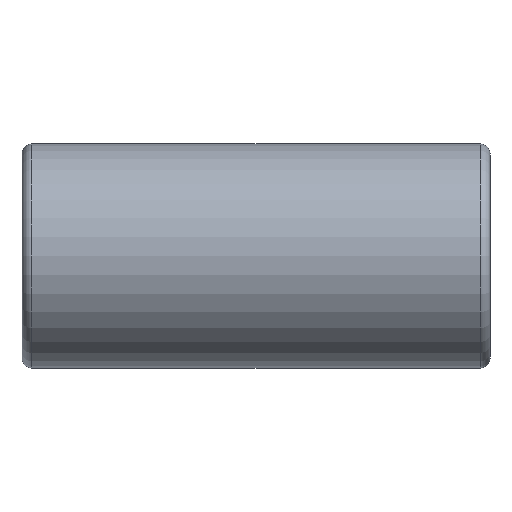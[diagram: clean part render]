
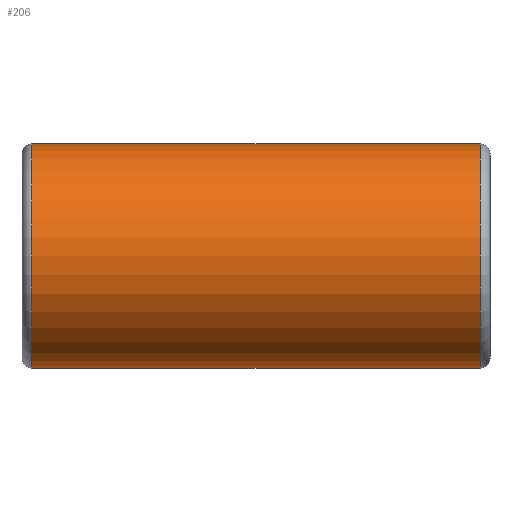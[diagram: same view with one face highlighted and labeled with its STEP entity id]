
A CAD part, left-side view. The second image highlights one B-rep face of the part: STEP entity #206.
In plain terms, the highlighted cylindrical face has radius 22.5 mm (diameter 45 mm), a partial arc.
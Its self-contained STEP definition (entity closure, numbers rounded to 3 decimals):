
#48 = CARTESIAN_POINT ( 'NONE',  ( 0., 45., -22.5 ) ) ;
#68 = CYLINDRICAL_SURFACE ( 'NONE', #88, 22.5 ) ;
#88 = AXIS2_PLACEMENT_3D ( 'NONE', #371, #981, #601 ) ;
#122 = EDGE_CURVE ( 'NONE', #207, #640, #149, .T. ) ;
#149 = LINE ( 'NONE', #607, #453 ) ;
#151 = CARTESIAN_POINT ( 'NONE',  ( 0., -45., 0. ) ) ;
#163 = VERTEX_POINT ( 'NONE', #459 ) ;
#206 = ADVANCED_FACE ( 'NONE', ( #752 ), #68, .T. ) ;
#207 = VERTEX_POINT ( 'NONE', #694 ) ;
#208 = DIRECTION ( 'NONE',  ( 0., 1., 0. ) ) ;
#251 = VECTOR ( 'NONE', #208, 1000. ) ;
#295 = DIRECTION ( 'NONE',  ( 0., 1., 0. ) ) ;
#320 = ORIENTED_EDGE ( 'NONE', *, *, #122, .F. ) ;
#333 = VERTEX_POINT ( 'NONE', #705 ) ;
#351 = DIRECTION ( 'NONE',  ( 0., -1., 0. ) ) ;
#354 = CIRCLE ( 'NONE', #812, 22.5 ) ;
#371 = CARTESIAN_POINT ( 'NONE',  ( 0., 47., 0. ) ) ;
#449 = DIRECTION ( 'NONE',  ( 0., 0., -1. ) ) ;
#453 = VECTOR ( 'NONE', #470, 1000. ) ;
#459 = CARTESIAN_POINT ( 'NONE',  ( 0., 45., 22.5 ) ) ;
#470 = DIRECTION ( 'NONE',  ( 0., 1., 0. ) ) ;
#520 = CARTESIAN_POINT ( 'NONE',  ( 0., 47., 22.5 ) ) ;
#580 = LINE ( 'NONE', #520, #251 ) ;
#601 = DIRECTION ( 'NONE',  ( 0., 0., 1. ) ) ;
#607 = CARTESIAN_POINT ( 'NONE',  ( 0., 47., -22.5 ) ) ;
#640 = VERTEX_POINT ( 'NONE', #48 ) ;
#661 = EDGE_CURVE ( 'NONE', #333, #163, #580, .T. ) ;
#666 = EDGE_CURVE ( 'NONE', #163, #640, #354, .T. ) ;
#667 = EDGE_LOOP ( 'NONE', ( #320, #787, #927, #701 ) ) ;
#694 = CARTESIAN_POINT ( 'NONE',  ( 0., -45., -22.5 ) ) ;
#701 = ORIENTED_EDGE ( 'NONE', *, *, #666, .T. ) ;
#705 = CARTESIAN_POINT ( 'NONE',  ( 0., -45., 22.5 ) ) ;
#752 = FACE_OUTER_BOUND ( 'NONE', #667, .T. ) ;
#776 = AXIS2_PLACEMENT_3D ( 'NONE', #151, #295, #449 ) ;
#787 = ORIENTED_EDGE ( 'NONE', *, *, #844, .T. ) ;
#812 = AXIS2_PLACEMENT_3D ( 'NONE', #962, #351, #819 ) ;
#819 = DIRECTION ( 'NONE',  ( 0., 0., 1. ) ) ;
#844 = EDGE_CURVE ( 'NONE', #207, #333, #883, .T. ) ;
#883 = CIRCLE ( 'NONE', #776, 22.5 ) ;
#927 = ORIENTED_EDGE ( 'NONE', *, *, #661, .T. ) ;
#962 = CARTESIAN_POINT ( 'NONE',  ( 0., 45., 0. ) ) ;
#981 = DIRECTION ( 'NONE',  ( 0., 1., 0. ) ) ;
